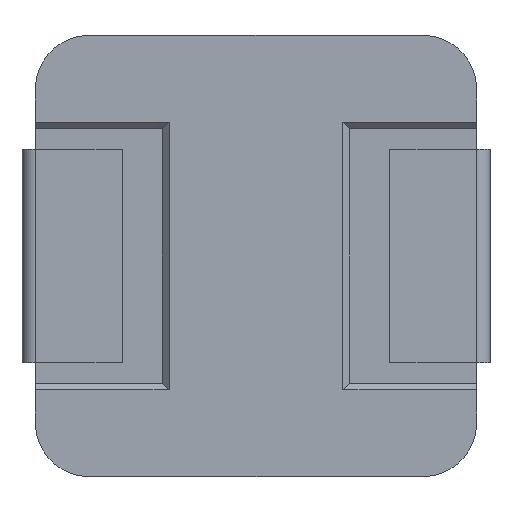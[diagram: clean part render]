
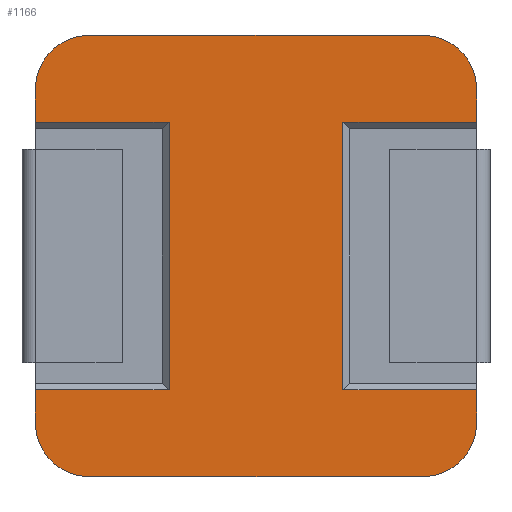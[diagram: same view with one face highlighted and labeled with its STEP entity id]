
A CAD part, front view. The second image highlights one B-rep face of the part: STEP entity #1166.
In plain terms, the highlighted planar face has unit normal (0, -1, 0).
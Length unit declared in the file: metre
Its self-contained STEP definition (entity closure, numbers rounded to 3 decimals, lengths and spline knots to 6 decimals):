
#68=CIRCLE('',#1256,0.0008);
#69=CIRCLE('',#1257,0.0008);
#70=CIRCLE('',#1258,0.0008);
#71=CIRCLE('',#1259,0.0008);
#314=ORIENTED_EDGE('',*,*,#557,.F.);
#315=ORIENTED_EDGE('',*,*,#523,.T.);
#316=ORIENTED_EDGE('',*,*,#520,.T.);
#317=ORIENTED_EDGE('',*,*,#515,.T.);
#318=ORIENTED_EDGE('',*,*,#558,.F.);
#319=ORIENTED_EDGE('',*,*,#559,.F.);
#320=ORIENTED_EDGE('',*,*,#560,.F.);
#321=ORIENTED_EDGE('',*,*,#561,.F.);
#322=ORIENTED_EDGE('',*,*,#562,.F.);
#323=ORIENTED_EDGE('',*,*,#525,.T.);
#324=ORIENTED_EDGE('',*,*,#529,.T.);
#325=ORIENTED_EDGE('',*,*,#532,.T.);
#326=ORIENTED_EDGE('',*,*,#563,.F.);
#327=ORIENTED_EDGE('',*,*,#564,.F.);
#328=ORIENTED_EDGE('',*,*,#565,.F.);
#329=ORIENTED_EDGE('',*,*,#566,.F.);
#515=EDGE_CURVE('',#652,#650,#761,.T.);
#520=EDGE_CURVE('',#654,#652,#766,.T.);
#523=EDGE_CURVE('',#657,#654,#769,.T.);
#525=EDGE_CURVE('',#660,#659,#771,.T.);
#529=EDGE_CURVE('',#659,#663,#775,.T.);
#532=EDGE_CURVE('',#663,#664,#778,.T.);
#557=EDGE_CURVE('',#657,#678,#803,.T.);
#558=EDGE_CURVE('',#679,#650,#804,.T.);
#559=EDGE_CURVE('',#680,#679,#68,.T.);
#560=EDGE_CURVE('',#681,#680,#805,.T.);
#561=EDGE_CURVE('',#682,#681,#69,.T.);
#562=EDGE_CURVE('',#660,#682,#806,.T.);
#563=EDGE_CURVE('',#683,#664,#807,.T.);
#564=EDGE_CURVE('',#684,#683,#70,.T.);
#565=EDGE_CURVE('',#685,#684,#808,.T.);
#566=EDGE_CURVE('',#678,#685,#71,.T.);
#650=VERTEX_POINT('',#1812);
#652=VERTEX_POINT('',#1815);
#654=VERTEX_POINT('',#1821);
#657=VERTEX_POINT('',#1828);
#659=VERTEX_POINT('',#1834);
#660=VERTEX_POINT('',#1836);
#663=VERTEX_POINT('',#1843);
#664=VERTEX_POINT('',#1848);
#678=VERTEX_POINT('',#1899);
#679=VERTEX_POINT('',#1901);
#680=VERTEX_POINT('',#1903);
#681=VERTEX_POINT('',#1905);
#682=VERTEX_POINT('',#1907);
#683=VERTEX_POINT('',#1910);
#684=VERTEX_POINT('',#1912);
#685=VERTEX_POINT('',#1914);
#761=LINE('',#1814,#891);
#766=LINE('',#1824,#896);
#769=LINE('',#1830,#899);
#771=LINE('',#1835,#901);
#775=LINE('',#1844,#905);
#778=LINE('',#1850,#908);
#803=LINE('',#1898,#933);
#804=LINE('',#1900,#934);
#805=LINE('',#1904,#935);
#806=LINE('',#1908,#936);
#807=LINE('',#1909,#937);
#808=LINE('',#1913,#938);
#891=VECTOR('',#1458,1.);
#896=VECTOR('',#1465,1.);
#899=VECTOR('',#1470,1.);
#901=VECTOR('',#1474,1.);
#905=VECTOR('',#1480,1.);
#908=VECTOR('',#1485,1.);
#933=VECTOR('',#1532,1.);
#934=VECTOR('',#1533,1.);
#935=VECTOR('',#1536,1.);
#936=VECTOR('',#1539,1.);
#937=VECTOR('',#1540,1.);
#938=VECTOR('',#1543,1.);
#1002=EDGE_LOOP('',(#314,#315,#316,#317,#318,#319,#320,#321,#322,#323,#324,
#325,#326,#327,#328,#329));
#1062=FACE_BOUND('',#1002,.T.);
#1112=PLANE('',#1255);
#1166=ADVANCED_FACE('',(#1062),#1112,.T.);
#1255=AXIS2_PLACEMENT_3D('',#1897,#1530,#1531);
#1256=AXIS2_PLACEMENT_3D('',#1902,#1534,#1535);
#1257=AXIS2_PLACEMENT_3D('',#1906,#1537,#1538);
#1258=AXIS2_PLACEMENT_3D('',#1911,#1541,#1542);
#1259=AXIS2_PLACEMENT_3D('',#1915,#1544,#1545);
#1458=DIRECTION('',(-1.,0.,0.));
#1465=DIRECTION('',(0.,0.,-1.));
#1470=DIRECTION('',(1.,0.,0.));
#1474=DIRECTION('',(-1.,0.,0.));
#1480=DIRECTION('',(0.,0.,1.));
#1485=DIRECTION('',(1.,0.,0.));
#1530=DIRECTION('',(0.,-1.,0.));
#1531=DIRECTION('',(0.,0.,-1.));
#1532=DIRECTION('',(0.,0.,1.));
#1533=DIRECTION('',(0.,0.,1.));
#1534=DIRECTION('',(0.,1.,0.));
#1535=DIRECTION('',(0.,0.,-1.));
#1536=DIRECTION('',(-1.,0.,0.));
#1537=DIRECTION('',(0.,1.,0.));
#1538=DIRECTION('',(0.,0.,-1.));
#1539=DIRECTION('',(0.,0.,-1.));
#1540=DIRECTION('',(0.,0.,-1.));
#1541=DIRECTION('',(0.,1.,0.));
#1542=DIRECTION('',(0.,0.,1.));
#1543=DIRECTION('',(1.,0.,0.));
#1544=DIRECTION('',(0.,1.,0.));
#1545=DIRECTION('',(0.,0.,-1.));
#1812=CARTESIAN_POINT('',(-0.0033,0.,-0.002));
#1814=CARTESIAN_POINT('',(0.,0.,-0.002));
#1815=CARTESIAN_POINT('',(-0.0013,0.,-0.002));
#1821=CARTESIAN_POINT('',(-0.0013,0.,0.002));
#1824=CARTESIAN_POINT('',(-0.0013,0.,0.));
#1828=CARTESIAN_POINT('',(-0.0033,0.,0.002));
#1830=CARTESIAN_POINT('',(0.,0.,0.002));
#1834=CARTESIAN_POINT('',(0.0013,0.,-0.002));
#1835=CARTESIAN_POINT('',(0.,0.,-0.002));
#1836=CARTESIAN_POINT('',(0.0033,0.,-0.002));
#1843=CARTESIAN_POINT('',(0.0013,0.,0.002));
#1844=CARTESIAN_POINT('',(0.0013,0.,0.));
#1848=CARTESIAN_POINT('',(0.0033,0.,0.002));
#1850=CARTESIAN_POINT('',(0.,0.,0.002));
#1897=CARTESIAN_POINT('',(0.0025,0.,-0.0025));
#1898=CARTESIAN_POINT('',(-0.0033,0.,0.0025));
#1899=CARTESIAN_POINT('',(-0.0033,0.,0.0025));
#1900=CARTESIAN_POINT('',(-0.0033,0.,0.0025));
#1901=CARTESIAN_POINT('',(-0.0033,0.,-0.0025));
#1902=CARTESIAN_POINT('',(-0.0025,0.,-0.0025));
#1903=CARTESIAN_POINT('',(-0.0025,0.,-0.0033));
#1904=CARTESIAN_POINT('',(-0.0025,0.,-0.0033));
#1905=CARTESIAN_POINT('',(0.0025,0.,-0.0033));
#1906=CARTESIAN_POINT('',(0.0025,0.,-0.0025));
#1907=CARTESIAN_POINT('',(0.0033,0.,-0.0025));
#1908=CARTESIAN_POINT('',(0.0033,0.,0.0025));
#1909=CARTESIAN_POINT('',(0.0033,0.,0.0025));
#1910=CARTESIAN_POINT('',(0.0033,0.,0.0025));
#1911=CARTESIAN_POINT('',(0.0025,0.,0.0025));
#1912=CARTESIAN_POINT('',(0.0025,0.,0.0033));
#1913=CARTESIAN_POINT('',(-0.0025,0.,0.0033));
#1914=CARTESIAN_POINT('',(-0.0025,0.,0.0033));
#1915=CARTESIAN_POINT('',(-0.0025,0.,0.0025));
